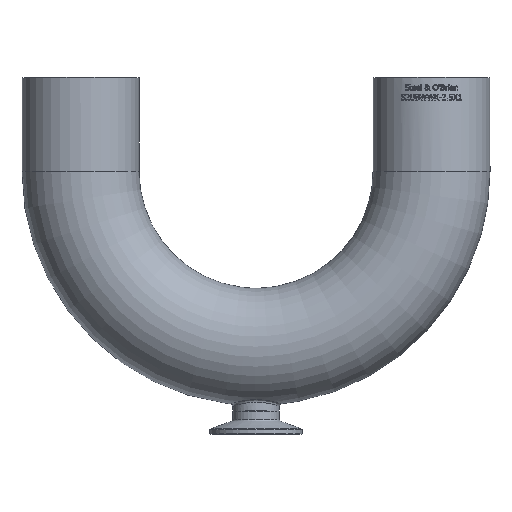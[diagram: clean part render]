
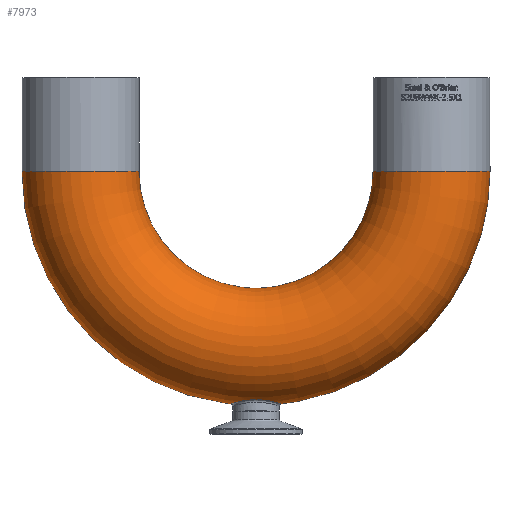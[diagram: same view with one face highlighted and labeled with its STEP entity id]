
A CAD part, top view. The second image highlights one B-rep face of the part: STEP entity #7973.
In plain terms, the highlighted toroidal (fillet/blend) face has major radius 95.25 mm and minor radius 31.75 mm.
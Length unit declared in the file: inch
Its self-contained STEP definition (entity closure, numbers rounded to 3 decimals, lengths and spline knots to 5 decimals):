
#25=TOROIDAL_SURFACE('',#8497,3.75,1.25);
#163=FACE_BOUND('',#1505,.T.);
#164=FACE_BOUND('',#1506,.T.);
#995=FACE_OUTER_BOUND('',#1504,.T.);
#1504=EDGE_LOOP('',(#7427));
#1505=EDGE_LOOP('',(#7428));
#1506=EDGE_LOOP('',(#7429));
#1901=B_SPLINE_CURVE_WITH_KNOTS('',3,(#17497,#17498,#17499,#17500,#17501,
#17502,#17503,#17504,#17505,#17506,#17507,#17508,#17509,#17510,#17511,#17512,
#17513,#17514,#17515,#17516,#17517,#17518,#17519,#17520,#17521,#17522,#17523,
#17524,#17525,#17526,#17527,#17528),.UNSPECIFIED.,.T.,.F.,(4,1,1,1,1,1,
1,1,1,1,1,1,1,1,1,1,1,1,1,1,1,1,1,1,1,1,1,1,1,4),(-6.04326,-5.75549,
-5.53967,-5.46772,-4.89219,-4.60443,
-4.46054,-4.40659,-4.3886,-4.35263,
-4.31666,-4.24472,-3.74113,-3.35744,
-2.97375,-2.59006,-2.20637,-1.82268,
-1.43899,-0.86346,-0.5757,-0.28793,
-0.00016,0.14372,0.21566,0.2876,
0.86314,1.43867,1.72644,2.0142),
 .UNSPECIFIED.);
#2074=CIRCLE('',#8441,1.25);
#2098=CIRCLE('',#8492,1.25);
#3891=VERTEX_POINT('',#17222);
#3915=VERTEX_POINT('',#17297);
#3917=VERTEX_POINT('',#17462);
#5062=EDGE_CURVE('',#3891,#3891,#2074,.T.);
#5086=EDGE_CURVE('',#3915,#3915,#2098,.T.);
#5090=EDGE_CURVE('',#3917,#3917,#1901,.T.);
#7427=ORIENTED_EDGE('',*,*,#5086,.F.);
#7428=ORIENTED_EDGE('',*,*,#5062,.F.);
#7429=ORIENTED_EDGE('',*,*,#5090,.F.);
#7973=ADVANCED_FACE('',(#995,#163,#164),#25,.T.);
#8441=AXIS2_PLACEMENT_3D('',#17223,#9940,#9941);
#8492=AXIS2_PLACEMENT_3D('',#17298,#10042,#10043);
#8497=AXIS2_PLACEMENT_3D('',#17530,#10052,#10053);
#9940=DIRECTION('center_axis',(0.,1.,0.));
#9941=DIRECTION('ref_axis',(-1.,0.,0.));
#10042=DIRECTION('center_axis',(0.,1.,0.));
#10043=DIRECTION('ref_axis',(1.,0.,0.));
#10052=DIRECTION('center_axis',(0.,0.,
1.));
#10053=DIRECTION('ref_axis',(-0.707,-0.707,0.));
#17222=CARTESIAN_POINT('',(2.82054,5.125,-1.25));
#17223=CARTESIAN_POINT('Origin',(2.82054,5.125,0.));
#17297=CARTESIAN_POINT('',(-4.67946,5.125,-1.25));
#17298=CARTESIAN_POINT('Origin',(-4.67946,5.125,0.));
#17462=CARTESIAN_POINT('',(-0.92946,0.24562,0.53571));
#17497=CARTESIAN_POINT('Ctrl Pts',(-0.92945,0.24562,
0.53572));
#17498=CARTESIAN_POINT('Ctrl Pts',(-0.97134,0.24562,
0.53572));
#17499=CARTESIAN_POINT('Ctrl Pts',(-1.04466,0.24271,
0.52769));
#17500=CARTESIAN_POINT('Ctrl Pts',(-1.12424,0.23435,
0.50305));
#17501=CARTESIAN_POINT('Ctrl Pts',(-1.23794,0.21868,
0.45386));
#17502=CARTESIAN_POINT('Ctrl Pts',(-1.34502,0.19522,
0.37127));
#17503=CARTESIAN_POINT('Ctrl Pts',(-1.42266,0.17422,
0.25238));
#17504=CARTESIAN_POINT('Ctrl Pts',(-1.44966,0.16648,
0.18983));
#17505=CARTESIAN_POINT('Ctrl Pts',(-1.45939,0.16363,
0.1612));
#17506=CARTESIAN_POINT('Ctrl Pts',(-1.46384,0.16232,0.14675));
#17507=CARTESIAN_POINT('Ctrl Pts',(-1.46729,0.16129,0.13462));
#17508=CARTESIAN_POINT('Ctrl Pts',(-1.47223,0.15983,
0.11507));
#17509=CARTESIAN_POINT('Ctrl Pts',(-1.48975,0.15451,
0.03112));
#17510=CARTESIAN_POINT('Ctrl Pts',(-1.48559,0.15588,
-0.10625));
#17511=CARTESIAN_POINT('Ctrl Pts',(-1.41725,0.17612,-0.27286));
#17512=CARTESIAN_POINT('Ctrl Pts',(-1.3131,0.2028,
-0.39852));
#17513=CARTESIAN_POINT('Ctrl Pts',(-1.17536,0.22938,
-0.48938));
#17514=CARTESIAN_POINT('Ctrl Pts',(-1.01434,0.2463,
-0.53773));
#17515=CARTESIAN_POINT('Ctrl Pts',(-0.84458,0.24632,
-0.5377));
#17516=CARTESIAN_POINT('Ctrl Pts',(-0.65669,0.22653,
-0.48137));
#17517=CARTESIAN_POINT('Ctrl Pts',(-0.51389,0.19521,
-0.37127));
#17518=CARTESIAN_POINT('Ctrl Pts',(-0.42516,0.17122,
-0.2354));
#17519=CARTESIAN_POINT('Ctrl Pts',(-0.38338,0.15887,
-0.12107));
#17520=CARTESIAN_POINT('Ctrl Pts',(-0.37154,0.15524,
-0.02018));
#17521=CARTESIAN_POINT('Ctrl Pts',(-0.37567,0.1565,
0.05046));
#17522=CARTESIAN_POINT('Ctrl Pts',(-0.38156,0.1583,
0.09037));
#17523=CARTESIAN_POINT('Ctrl Pts',(-0.40198,0.16434,
0.18927));
#17524=CARTESIAN_POINT('Ctrl Pts',(-0.4809,0.18793,
0.34594));
#17525=CARTESIAN_POINT('Ctrl Pts',(-0.64573,0.22414,
0.47287));
#17526=CARTESIAN_POINT('Ctrl Pts',(-0.80382,0.24229,
0.52654));
#17527=CARTESIAN_POINT('Ctrl Pts',(-0.88757,0.24562,
0.53572));
#17528=CARTESIAN_POINT('Ctrl Pts',(-0.92945,0.24562,
0.53572));
#17530=CARTESIAN_POINT('Origin',(-0.92946,5.125,0.));
